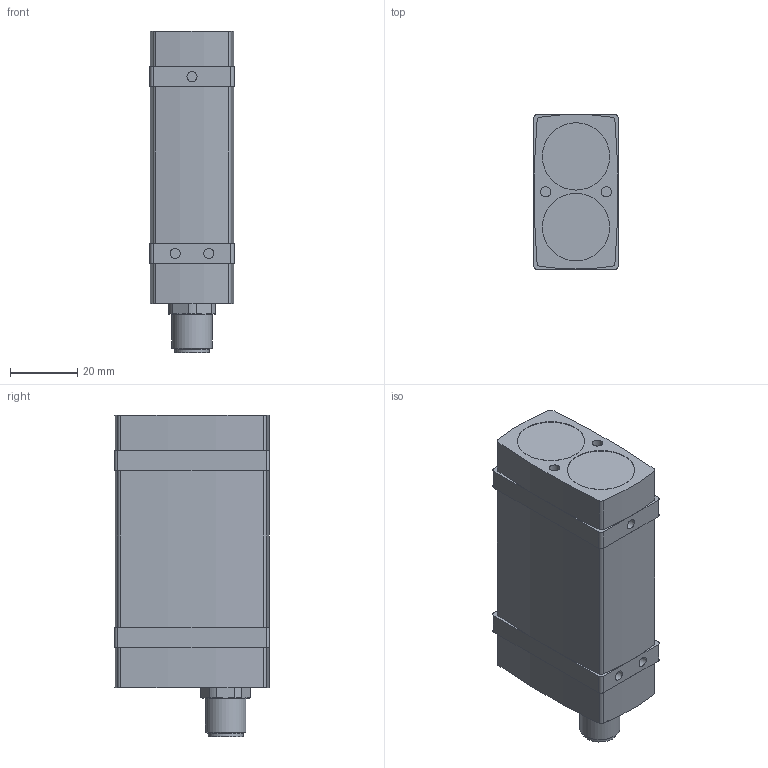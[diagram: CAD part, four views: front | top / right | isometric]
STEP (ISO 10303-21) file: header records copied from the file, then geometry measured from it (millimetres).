
FILE_DESCRIPTION(/* description */ ('Alibre Inc.'),/* implementation_level */ '2;1');
FILE_NAME(/* name */ 'export-CE11D808-7BFB-48F7-A6C8-3A3263E0E363',/* time_stamp */ '2022-03-16T14:02:06+01:00',/* author */ (''),/* organization */ (''),/* preprocessor_version */ 'ST-DEVELOPER v17',/* originating_system */ 'Alibre',/* authorisation */ '');
FILE_SCHEMA (('AUTOMOTIVE_DESIGN'));
Length unit declared in the file: millimetre
Products named in the file (6): kborA92A9e3q
Bounding box: 25 x 46 x 95.5 mm (x, y, z)
Volume: 91275.5 mm3; surface area: 16386 mm2
Topology: 4 solids, 4 shells, 238 faces, 509 edges, 315 vertices
Faces by surface type: cylinder 104, plane 79, cone 40, sphere 12, torus 3
Full cylindrical faces by diameter (mm): 0.6 x24, 1 x12, 3 x9, 5.2 x4, 8.3 x1, 9.2 x1, 10.4 x1, 10.6 x1, 10.917 x1, 12 x1, 14.3 x1, 15 x1, 20 x2
Entity records: 5801 total; most frequent: DIRECTION 1012, CARTESIAN_POINT 987, ORIENTED_EDGE 750, AXIS2_PLACEMENT_3D 495, FACE_BOUND 391, EDGE_LOOP 390, EDGE_CURVE 375, VERTEX_POINT 296
